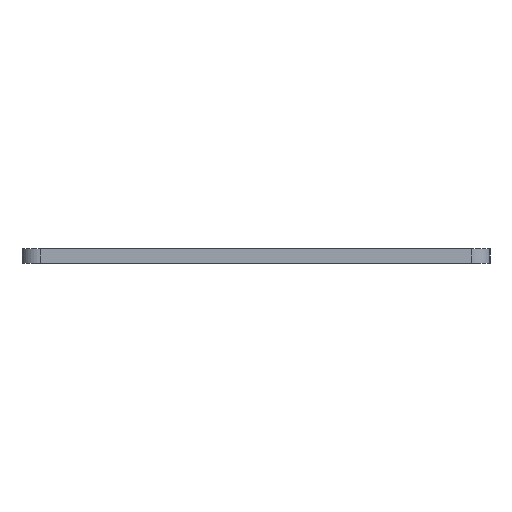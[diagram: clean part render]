
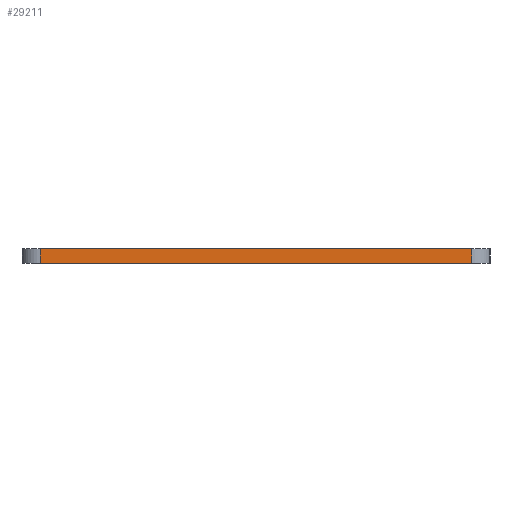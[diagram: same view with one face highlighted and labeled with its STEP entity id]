
A CAD part, left-side view. The second image highlights one B-rep face of the part: STEP entity #29211.
In plain terms, the highlighted planar face has unit normal (-1, 0, 0).
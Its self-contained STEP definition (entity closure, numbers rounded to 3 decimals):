
#506 = CARTESIAN_POINT ( 'NONE',  ( -140.5, -64.5, 4. ) ) ;
#2627 = LINE ( 'NONE', #26730, #22055 ) ;
#2660 = ORIENTED_EDGE ( 'NONE', *, *, #31618, .T. ) ;
#3057 = DIRECTION ( 'NONE',  ( 0., -1., 0. ) ) ;
#5781 = AXIS2_PLACEMENT_3D ( 'NONE', #19563, #13629, #31604 ) ;
#5791 = DIRECTION ( 'NONE',  ( 0., 0., -1. ) ) ;
#6153 = LINE ( 'NONE', #30045, #22717 ) ;
#6225 = VERTEX_POINT ( 'NONE', #17741 ) ;
#7523 = FACE_OUTER_BOUND ( 'NONE', #18593, .T. ) ;
#10264 = VECTOR ( 'NONE', #12559, 1000. ) ;
#11882 = CARTESIAN_POINT ( 'NONE',  ( -140.5, 59.5, 4. ) ) ;
#12559 = DIRECTION ( 'NONE',  ( 0., -1., 0. ) ) ;
#13629 = DIRECTION ( 'NONE',  ( 1., 0., 0. ) ) ;
#14713 = CARTESIAN_POINT ( 'NONE',  ( -140.5, -64.5, 0. ) ) ;
#16054 = ORIENTED_EDGE ( 'NONE', *, *, #19211, .T. ) ;
#16403 = PLANE ( 'NONE',  #5781 ) ;
#17741 = CARTESIAN_POINT ( 'NONE',  ( -140.5, -59.5, 4. ) ) ;
#18593 = EDGE_LOOP ( 'NONE', ( #2660, #18848, #28517, #16054 ) ) ;
#18848 = ORIENTED_EDGE ( 'NONE', *, *, #27962, .T. ) ;
#19211 = EDGE_CURVE ( 'NONE', #27881, #35659, #2627, .T. ) ;
#19563 = CARTESIAN_POINT ( 'NONE',  ( -140.5, -64.5, 4. ) ) ;
#22055 = VECTOR ( 'NONE', #5791, 1000. ) ;
#22717 = VECTOR ( 'NONE', #33403, 1000. ) ;
#24136 = CARTESIAN_POINT ( 'NONE',  ( -140.5, -59.5, 0. ) ) ;
#26730 = CARTESIAN_POINT ( 'NONE',  ( -140.5, 59.5, 4. ) ) ;
#27878 = VECTOR ( 'NONE', #3057, 1000. ) ;
#27881 = VERTEX_POINT ( 'NONE', #11882 ) ;
#27962 = EDGE_CURVE ( 'NONE', #29175, #6225, #6153, .T. ) ;
#28148 = LINE ( 'NONE', #506, #10264 ) ;
#28517 = ORIENTED_EDGE ( 'NONE', *, *, #35495, .F. ) ;
#29175 = VERTEX_POINT ( 'NONE', #24136 ) ;
#29211 = ADVANCED_FACE ( 'NONE', ( #7523 ), #16403, .F. ) ;
#29328 = LINE ( 'NONE', #14713, #27878 ) ;
#30045 = CARTESIAN_POINT ( 'NONE',  ( -140.5, -59.5, 4. ) ) ;
#31604 = DIRECTION ( 'NONE',  ( 0., 0., -1. ) ) ;
#31618 = EDGE_CURVE ( 'NONE', #35659, #29175, #29328, .T. ) ;
#31878 = CARTESIAN_POINT ( 'NONE',  ( -140.5, 59.5, 0. ) ) ;
#33403 = DIRECTION ( 'NONE',  ( 0., 0., 1. ) ) ;
#35495 = EDGE_CURVE ( 'NONE', #27881, #6225, #28148, .T. ) ;
#35659 = VERTEX_POINT ( 'NONE', #31878 ) ;
